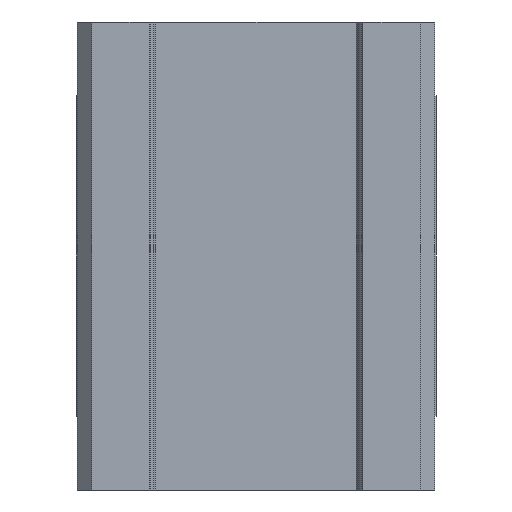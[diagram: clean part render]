
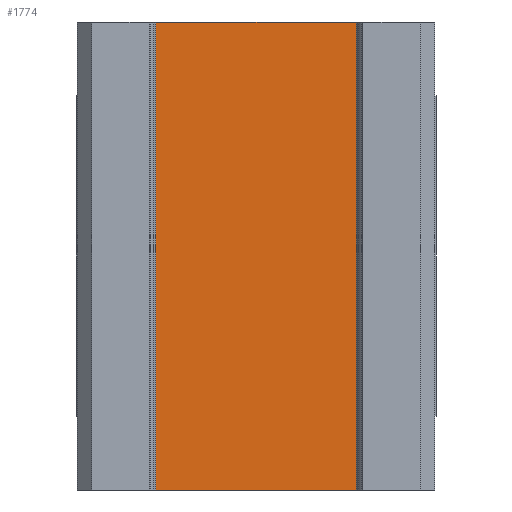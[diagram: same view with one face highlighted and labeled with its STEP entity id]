
A CAD part, front view. The second image highlights one B-rep face of the part: STEP entity #1774.
In plain terms, the highlighted planar face has unit normal (0, -1, 0).
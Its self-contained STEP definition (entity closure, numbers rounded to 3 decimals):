
#72=PLANE('',#1920);
#188=FACE_OUTER_BOUND('',#310,.T.);
#310=EDGE_LOOP('',(#1290,#1291,#1292,#1293));
#422=LINE('',#2586,#594);
#423=LINE('',#2588,#595);
#424=LINE('',#2590,#596);
#425=LINE('',#2591,#597);
#594=VECTOR('',#2140,16.741);
#595=VECTOR('',#2141,39.);
#596=VECTOR('',#2142,16.741);
#597=VECTOR('',#2143,39.);
#850=VERTEX_POINT('',#2584);
#851=VERTEX_POINT('',#2585);
#852=VERTEX_POINT('',#2587);
#853=VERTEX_POINT('',#2589);
#1028=EDGE_CURVE('',#850,#851,#422,.T.);
#1029=EDGE_CURVE('',#851,#852,#423,.T.);
#1030=EDGE_CURVE('',#852,#853,#424,.T.);
#1031=EDGE_CURVE('',#853,#850,#425,.T.);
#1290=ORIENTED_EDGE('',*,*,#1028,.T.);
#1291=ORIENTED_EDGE('',*,*,#1029,.T.);
#1292=ORIENTED_EDGE('',*,*,#1030,.T.);
#1293=ORIENTED_EDGE('',*,*,#1031,.T.);
#1774=ADVANCED_FACE('',(#188),#72,.T.);
#1920=AXIS2_PLACEMENT_3D('',#2583,#2138,#2139);
#2138=DIRECTION('center_axis',(0.,-1.,0.));
#2139=DIRECTION('ref_axis',(0.,0.,-1.));
#2140=DIRECTION('',(1.,0.,0.));
#2141=DIRECTION('',(0.,0.,1.));
#2142=DIRECTION('',(-1.,0.,0.));
#2143=DIRECTION('',(0.,0.,-1.));
#2583=CARTESIAN_POINT('Origin',(8.371,1.85,13.35));
#2584=CARTESIAN_POINT('',(-8.371,1.85,-19.5));
#2585=CARTESIAN_POINT('',(8.371,1.85,-19.5));
#2586=CARTESIAN_POINT('',(8.371,1.85,-19.5));
#2587=CARTESIAN_POINT('',(8.371,1.85,19.5));
#2588=CARTESIAN_POINT('',(8.371,1.85,13.35));
#2589=CARTESIAN_POINT('',(-8.371,1.85,19.5));
#2590=CARTESIAN_POINT('',(8.371,1.85,19.5));
#2591=CARTESIAN_POINT('',(-8.371,1.85,13.35));
